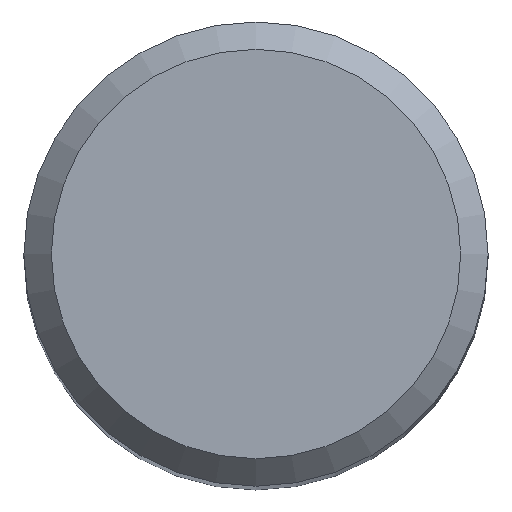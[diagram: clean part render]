
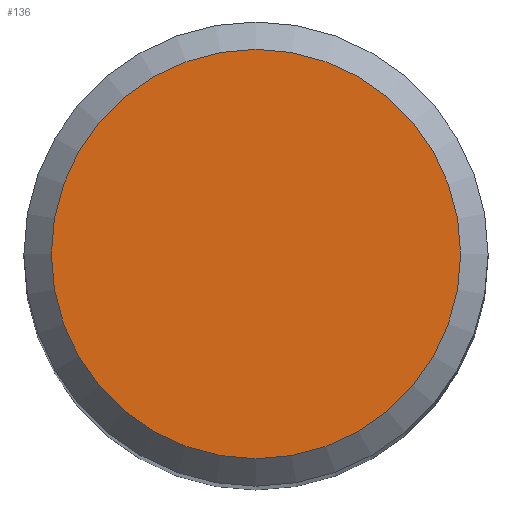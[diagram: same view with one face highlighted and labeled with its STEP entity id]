
A CAD part, top view. The second image highlights one B-rep face of the part: STEP entity #136.
In plain terms, the highlighted planar face has unit normal (0, 0, 1).
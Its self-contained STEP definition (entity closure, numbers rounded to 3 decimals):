
#136=ADVANCED_FACE('CU_SU3',(#169),#165,.F.);
#165=PLANE('',#495);
#169=FACE_OUTER_BOUND('',#186,.T.);
#186=EDGE_LOOP('',(#226));
#226=ORIENTED_EDGE('',*,*,#385,.F.);
#342=VERTEX_POINT('',#624);
#385=EDGE_CURVE('',#342,#342,#443,.T.);
#443=CIRCLE('',#494,11.197);
#494=AXIS2_PLACEMENT_3D('',#623,#539,#540);
#495=AXIS2_PLACEMENT_3D('',#625,#541,#542);
#539=DIRECTION('',(0.,0.,-1.));
#540=DIRECTION('',(-1.,0.,0.));
#541=DIRECTION('',(0.,0.,-1.));
#542=DIRECTION('',(1.,0.,0.));
#623=CARTESIAN_POINT('',(0.,0.,0.));
#624=CARTESIAN_POINT('',(-11.197,0.,0.));
#625=CARTESIAN_POINT('',(0.,0.,0.));
